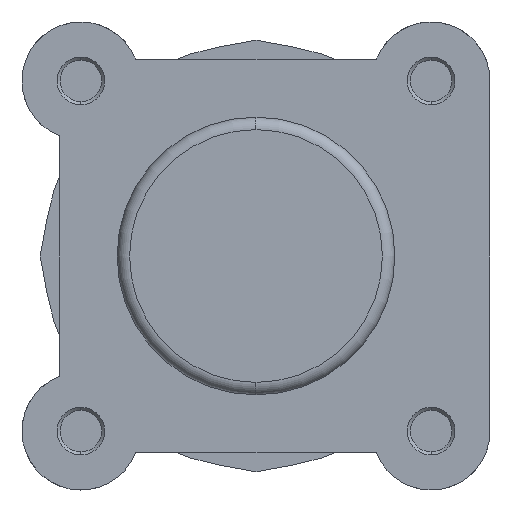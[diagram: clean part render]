
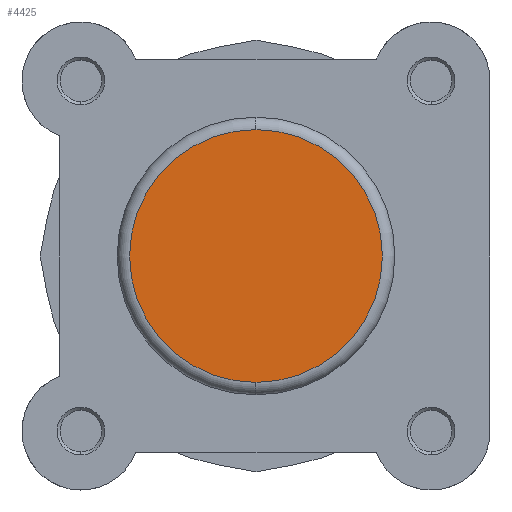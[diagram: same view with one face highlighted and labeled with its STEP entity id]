
A CAD part, left-side view. The second image highlights one B-rep face of the part: STEP entity #4425.
In plain terms, the highlighted planar face has unit normal (-1, 0, 0).
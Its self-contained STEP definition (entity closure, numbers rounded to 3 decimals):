
#266 = EDGE_CURVE ( 'NONE', #4179, #4180, #2281, .T. ) ;
#321 = EDGE_CURVE ( 'NONE', #4180, #4179, #943, .T. ) ;
#556 = AXIS2_PLACEMENT_3D ( 'NONE', #4978, #4979, #4980 ) ;
#584 = AXIS2_PLACEMENT_3D ( 'NONE', #5118, #5120, #5121 ) ;
#716 = AXIS2_PLACEMENT_3D ( 'NONE', #1657, #1660, #1661 ) ;
#943 = CIRCLE ( 'NONE', #584, 20.4 ) ;
#1246 = FACE_OUTER_BOUND ( 'NONE', #2440, .T. ) ;
#1657 = CARTESIAN_POINT ( 'NONE',  ( 0., 0., 0. ) ) ;
#1658 = PLANE ( 'NONE',  #716 ) ;
#1660 = DIRECTION ( 'NONE',  ( 1., 0., 0. ) ) ;
#1661 = DIRECTION ( 'NONE',  ( 0., 0., -1. ) ) ;
#2281 = CIRCLE ( 'NONE', #556, 20.4 ) ;
#2440 = EDGE_LOOP ( 'NONE', ( #2949, #2948 ) ) ;
#2948 = ORIENTED_EDGE ( 'NONE', *, *, #321, .T. ) ;
#2949 = ORIENTED_EDGE ( 'NONE', *, *, #266, .T. ) ;
#4179 = VERTEX_POINT ( 'NONE', #5547 ) ;
#4180 = VERTEX_POINT ( 'NONE', #5548 ) ;
#4425 = ADVANCED_FACE ( 'NONE', ( #1246 ), #1658, .F. ) ;
#4978 = CARTESIAN_POINT ( 'NONE',  ( 0., 0., 0. ) ) ;
#4979 = DIRECTION ( 'NONE',  ( -1., 0., 0. ) ) ;
#4980 = DIRECTION ( 'NONE',  ( 0., 0., -1. ) ) ;
#5118 = CARTESIAN_POINT ( 'NONE',  ( 0., 0., 0. ) ) ;
#5120 = DIRECTION ( 'NONE',  ( -1., 0., 0. ) ) ;
#5121 = DIRECTION ( 'NONE',  ( 0., 0., -1. ) ) ;
#5547 = CARTESIAN_POINT ( 'NONE',  ( 0., 0., -20.4 ) ) ;
#5548 = CARTESIAN_POINT ( 'NONE',  ( 0., 0., 20.4 ) ) ;
